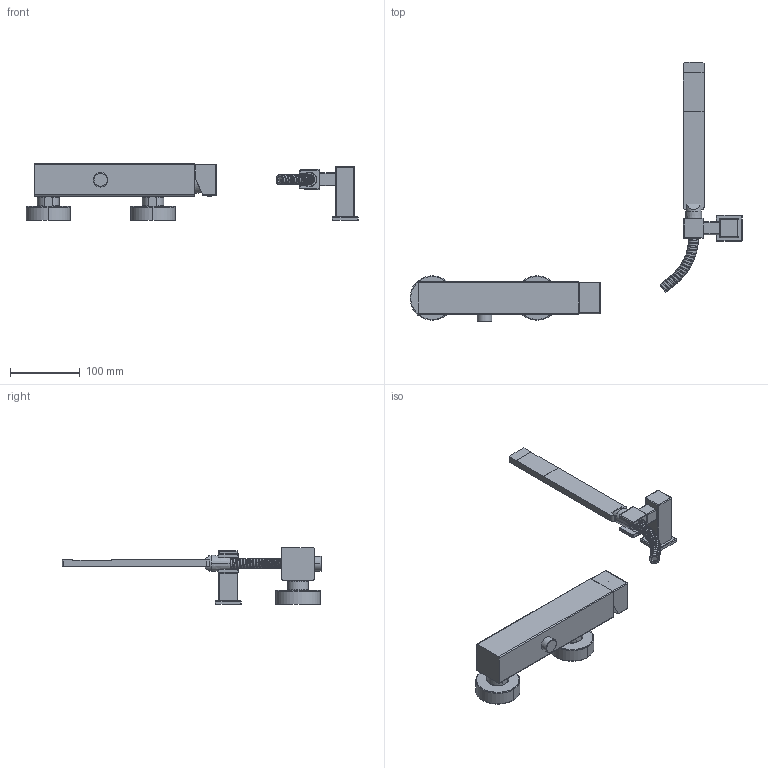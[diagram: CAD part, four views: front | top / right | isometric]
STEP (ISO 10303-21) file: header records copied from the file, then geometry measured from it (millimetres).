
FILE_DESCRIPTION((''),'2;1');
FILE_NAME('EL168DCR','2021-01-18T14:59:03',('ut3'),('PAFFONI SpA'),'CREO PARAMETRIC BY PTC INC, 2020044','CREO PARAMETRIC BY PTC INC, 2020044','');
FILE_SCHEMA(('CONFIG_CONTROL_DESIGN','SHAPE_APPEARANCE_LAYERS_GROUPS'));
Products named in the file (1): EL168DCR
Bounding box: 475.25 x 370.89 x 81.5 mm (x, y, z)
Volume: 718199 mm3; surface area: 151579.8 mm2
Topology: 4 solids, 4 shells, 323 faces, 727 edges, 433 vertices
Faces by surface type: cylinder 103, plane 90, bspline 53, torus 27, sphere 26, cone 24
Entity records: 36936 total; most frequent: CARTESIAN_POINT 27697, ORIENTED_EDGE 1440, DIRECTION 1436, EDGE_CURVE 720, AXIS2_PLACEMENT_3D 568, VERTEX_POINT 431, EDGE_LOOP 343, FACE_OUTER_BOUND 320
